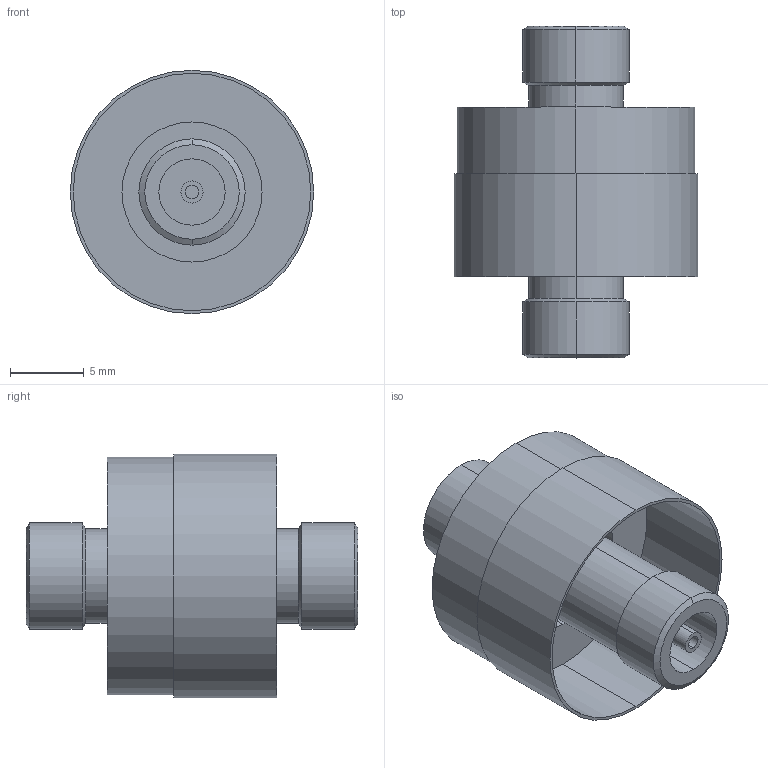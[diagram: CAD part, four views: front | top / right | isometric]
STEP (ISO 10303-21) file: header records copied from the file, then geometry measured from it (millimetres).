
FILE_DESCRIPTION (( 'STEP AP214' ), '1' );
FILE_NAME ('242-SMADF50_00.STEP', '2025-04-29T10:55:19', ( '' ), ( '' ), 'SwSTEP 2.0', 'SolidWorks 2022', '' );
FILE_SCHEMA (( 'AUTOMOTIVE_DESIGN' ));
Length unit declared in the file: millimetre
Products named in the file (1): 242-SMADF50_00
Bounding box: 16.5 x 22.5 x 16.5 mm (x, y, z)
Volume: 1240.2 mm3; surface area: 2087.2 mm2
Topology: 3 solids, 3 shells, 50 faces, 100 edges, 64 vertices
Faces by surface type: cylinder 28, plane 14, cone 8
Entity records: 1930 total; most frequent: DIRECTION 266, CARTESIAN_POINT 215, ORIENTED_EDGE 200, AXIS2_PLACEMENT_3D 115, EDGE_CURVE 100, CIRCLE 64, VERTEX_POINT 64, EDGE_LOOP 60
